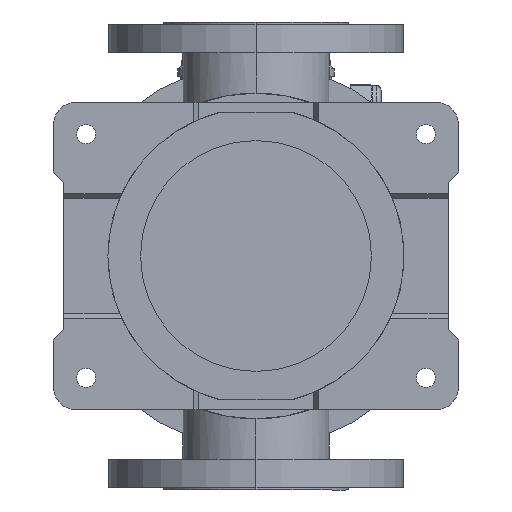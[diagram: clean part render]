
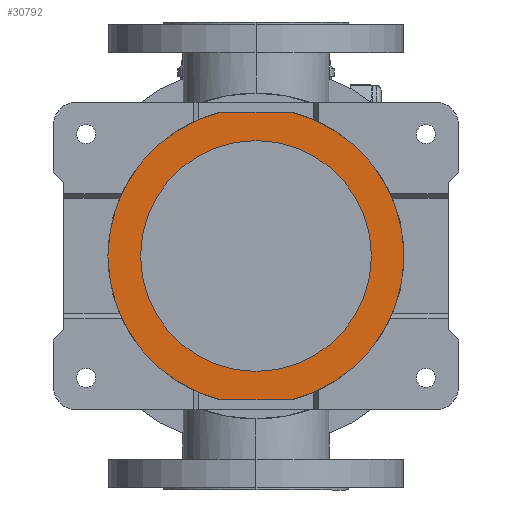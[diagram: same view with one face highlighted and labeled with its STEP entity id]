
A CAD part, front view. The second image highlights one B-rep face of the part: STEP entity #30792.
In plain terms, the highlighted planar face has unit normal (0, -1, 0).
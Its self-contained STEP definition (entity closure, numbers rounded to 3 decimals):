
#1364 = CIRCLE ( 'NONE', #46946, 115.5 ) ;
#1730 = CARTESIAN_POINT ( 'NONE',  ( 28.218, 45., 112. ) ) ;
#1931 = VERTEX_POINT ( 'NONE', #41413 ) ;
#4266 = DIRECTION ( 'NONE',  ( 0., -1., 0. ) ) ;
#5103 = AXIS2_PLACEMENT_3D ( 'NONE', #11259, #29021, #20552 ) ;
#6000 = CARTESIAN_POINT ( 'NONE',  ( -115.5, 45., 0. ) ) ;
#7428 = FACE_BOUND ( 'NONE', #44194, .T. ) ;
#7949 = VERTEX_POINT ( 'NONE', #38706 ) ;
#8255 = ORIENTED_EDGE ( 'NONE', *, *, #12543, .T. ) ;
#8934 = CARTESIAN_POINT ( 'NONE',  ( 0., 45., 0. ) ) ;
#9243 = VERTEX_POINT ( 'NONE', #19708 ) ;
#10693 = DIRECTION ( 'NONE',  ( 1., 0., 0. ) ) ;
#11259 = CARTESIAN_POINT ( 'NONE',  ( 0., 45., 0. ) ) ;
#11847 = ORIENTED_EDGE ( 'NONE', *, *, #22678, .T. ) ;
#12425 = ORIENTED_EDGE ( 'NONE', *, *, #26897, .T. ) ;
#12543 = EDGE_CURVE ( 'NONE', #9243, #29230, #53017, .T. ) ;
#13652 = EDGE_CURVE ( 'NONE', #51543, #9243, #48616, .T. ) ;
#15744 = DIRECTION ( 'NONE',  ( -1., 0., 0. ) ) ;
#17340 = DIRECTION ( 'NONE',  ( 1., 0., 0. ) ) ;
#17630 = DIRECTION ( 'NONE',  ( -1., 0., 0. ) ) ;
#18008 = DIRECTION ( 'NONE',  ( -1., 0., 0. ) ) ;
#18196 = DIRECTION ( 'NONE',  ( 0., 1., 0. ) ) ;
#19708 = CARTESIAN_POINT ( 'NONE',  ( -28.218, 45., 112. ) ) ;
#20552 = DIRECTION ( 'NONE',  ( 1., 0., 0. ) ) ;
#20847 = LINE ( 'NONE', #25203, #50312 ) ;
#22678 = EDGE_CURVE ( 'NONE', #41810, #1931, #55927, .T. ) ;
#22696 = ORIENTED_EDGE ( 'NONE', *, *, #53111, .T. ) ;
#23333 = ORIENTED_EDGE ( 'NONE', *, *, #53269, .T. ) ;
#24071 = PLANE ( 'NONE',  #49714 ) ;
#25066 = DIRECTION ( 'NONE',  ( 0., -1., 0. ) ) ;
#25203 = CARTESIAN_POINT ( 'NONE',  ( 31.04, 45., -112. ) ) ;
#26897 = EDGE_CURVE ( 'NONE', #7949, #51543, #56055, .T. ) ;
#28448 = CARTESIAN_POINT ( 'NONE',  ( -127.05, 45., -123.2 ) ) ;
#28723 = FACE_OUTER_BOUND ( 'NONE', #30947, .T. ) ;
#29021 = DIRECTION ( 'NONE',  ( 0., 1., 0. ) ) ;
#29230 = VERTEX_POINT ( 'NONE', #6000 ) ;
#29838 = CARTESIAN_POINT ( 'NONE',  ( -90., 45., 0. ) ) ;
#30226 = CIRCLE ( 'NONE', #5103, 90. ) ;
#30792 = ADVANCED_FACE ( 'NONE', ( #7428, #28723 ), #24071, .T. ) ;
#30796 = ORIENTED_EDGE ( 'NONE', *, *, #13652, .T. ) ;
#30947 = EDGE_LOOP ( 'NONE', ( #8255, #23333, #53026, #12425, #30796 ) ) ;
#31405 = VERTEX_POINT ( 'NONE', #43223 ) ;
#34614 = CARTESIAN_POINT ( 'NONE',  ( 31.04, 45., 112. ) ) ;
#35147 = CARTESIAN_POINT ( 'NONE',  ( 0., 45., 0. ) ) ;
#35408 = DIRECTION ( 'NONE',  ( 0., -1., 0. ) ) ;
#38706 = CARTESIAN_POINT ( 'NONE',  ( 28.218, 45., -112. ) ) ;
#41413 = CARTESIAN_POINT ( 'NONE',  ( 90., 45., 0. ) ) ;
#41810 = VERTEX_POINT ( 'NONE', #29838 ) ;
#43223 = CARTESIAN_POINT ( 'NONE',  ( -28.218, 45., -112. ) ) ;
#44194 = EDGE_LOOP ( 'NONE', ( #22696, #11847 ) ) ;
#44758 = DIRECTION ( 'NONE',  ( -1., 0., 0. ) ) ;
#45238 = EDGE_CURVE ( 'NONE', #31405, #7949, #20847, .T. ) ;
#46517 = DIRECTION ( 'NONE',  ( 0., -1., 0. ) ) ;
#46759 = AXIS2_PLACEMENT_3D ( 'NONE', #47254, #25066, #15744 ) ;
#46946 = AXIS2_PLACEMENT_3D ( 'NONE', #8934, #35408, #17630 ) ;
#47254 = CARTESIAN_POINT ( 'NONE',  ( 0., 45., 0. ) ) ;
#47447 = AXIS2_PLACEMENT_3D ( 'NONE', #35147, #4266, #44758 ) ;
#48616 = LINE ( 'NONE', #34614, #51223 ) ;
#49714 = AXIS2_PLACEMENT_3D ( 'NONE', #28448, #46517, #10693 ) ;
#50312 = VECTOR ( 'NONE', #55818, 1000. ) ;
#51223 = VECTOR ( 'NONE', #18008, 1000. ) ;
#51543 = VERTEX_POINT ( 'NONE', #1730 ) ;
#53017 = CIRCLE ( 'NONE', #47447, 115.5 ) ;
#53026 = ORIENTED_EDGE ( 'NONE', *, *, #45238, .T. ) ;
#53111 = EDGE_CURVE ( 'NONE', #1931, #41810, #30226, .T. ) ;
#53269 = EDGE_CURVE ( 'NONE', #29230, #31405, #1364, .T. ) ;
#55001 = AXIS2_PLACEMENT_3D ( 'NONE', #57285, #18196, #17340 ) ;
#55818 = DIRECTION ( 'NONE',  ( 1., 0., 0. ) ) ;
#55927 = CIRCLE ( 'NONE', #55001, 90. ) ;
#56055 = CIRCLE ( 'NONE', #46759, 115.5 ) ;
#57285 = CARTESIAN_POINT ( 'NONE',  ( 0., 45., 0. ) ) ;
